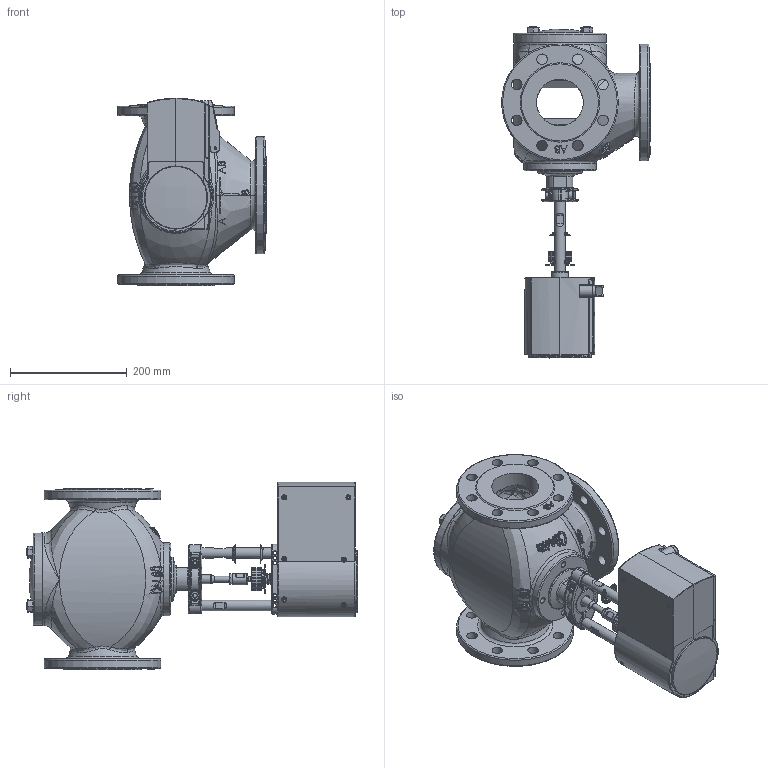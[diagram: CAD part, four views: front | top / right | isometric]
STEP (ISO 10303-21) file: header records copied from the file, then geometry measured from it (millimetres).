
FILE_DESCRIPTION (( 'STEP AP214' ), '1' );
FILE_NAME ('DN80M&G3FAwithAVM234.STEP', '2016-07-01T07:04:01', ( 'GFR' ), ( '' ), 'SwSTEP 2.0', 'SolidWorks 2014', '' );
FILE_SCHEMA (( 'AUTOMOTIVE_DESIGN' ));
Length unit declared in the file: millimetre
Products named in the file (1): DN80M&G3FAwithAVM234
Bounding box: 255 x 568.3 x 321 mm (x, y, z)
Surface area: 735650 mm2 (no closed solid volume)
Topology: 0 solids, 108 shells, 1465 faces, 6602 edges, 4994 vertices
Faces by surface type: bspline 529, plane 408, cylinder 358, cone 131, torus 29, sphere 10
Full cylindrical faces by diameter (mm): 1.2 x1, 4 x1, 4.92 x1, 5 x2, 7.6 x1, 8 x2, 8.4 x1, 8.5 x6, 10 x4, 10.1 x2, 12 x5, 13 x2, 14.5 x1, 15 x1, 16 x1, 16.3 x1, 18 x26, 18.5 x2, 19 x2, 20.4 x2, 44 x1, 50 x1, 74 x1, 76 x1, 80 x2, 107.6 x1, 125 x1, 132 x3, 159 x1, 200 x3
Entity records: 205064 total; most frequent: CARTESIAN_POINT 143745, ORIENTED_EDGE 8713, DIRECTION 8172, EDGE_CURVE 6257, VERTEX_POINT 4875, AXIS2_PLACEMENT_3D 3245, CIRCLE 2308, B_SPLINE_CURVE_WITH_KNOTS 1980
